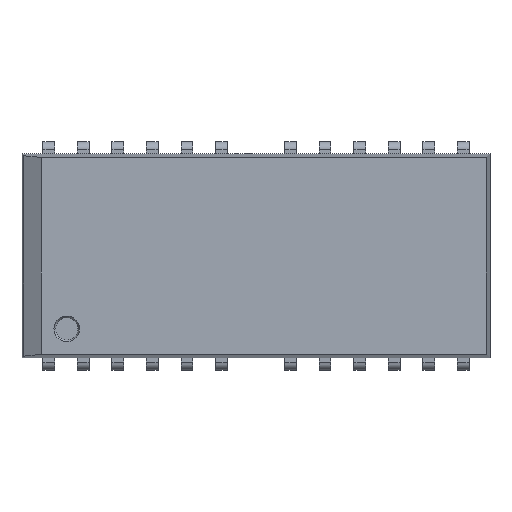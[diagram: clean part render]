
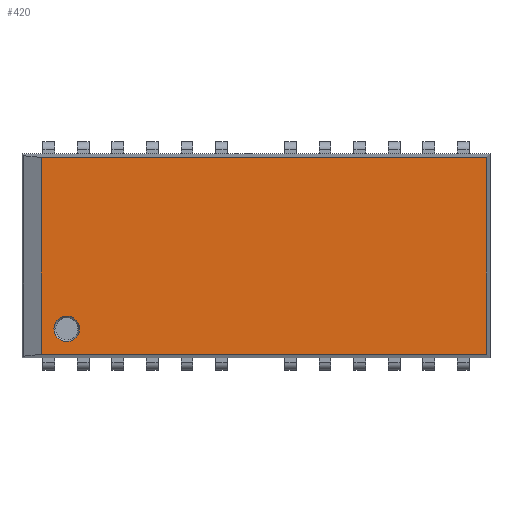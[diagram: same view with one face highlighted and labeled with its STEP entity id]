
A CAD part, top view. The second image highlights one B-rep face of the part: STEP entity #420.
In plain terms, the highlighted planar face has unit normal (0, 0, 1).
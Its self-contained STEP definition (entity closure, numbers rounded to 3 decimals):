
#420=ADVANCED_FACE('',(#897,#899),#901,.T.);
#897=FACE_BOUND('',#898,.T.);
#898=EDGE_LOOP('',(#1256,#1257,#1258,#1259));
#899=FACE_BOUND('',#900,.T.);
#900=EDGE_LOOP('',(#1260));
#901=PLANE('',#902);
#902=AXIS2_PLACEMENT_3D('',#903,#904,#905);
#903=CARTESIAN_POINT('',(0.,0.,2.9));
#904=DIRECTION('',(0.,0.,1.));
#905=DIRECTION('',(1.,0.,0.));
#1256=ORIENTED_EDGE('',*,*,#1522,.T.);
#1257=ORIENTED_EDGE('',*,*,#1523,.T.);
#1258=ORIENTED_EDGE('',*,*,#1524,.T.);
#1259=ORIENTED_EDGE('',*,*,#1525,.T.);
#1260=ORIENTED_EDGE('',*,*,#1526,.T.);
#1522=EDGE_CURVE('',#1703,#1704,#1705,.T.);
#1523=EDGE_CURVE('',#1704,#1706,#1707,.T.);
#1524=EDGE_CURVE('',#1706,#1708,#1709,.T.);
#1525=EDGE_CURVE('',#1708,#1703,#1710,.T.);
#1526=EDGE_CURVE('',#1711,#1711,#1712,.F.);
#1703=VERTEX_POINT('',#2180);
#1704=VERTEX_POINT('',#2181);
#1705=LINE('',#2182,#2183);
#1706=VERTEX_POINT('',#2185);
#1707=LINE('',#2186,#2187);
#1708=VERTEX_POINT('',#2189);
#1709=LINE('',#2190,#2191);
#1710=LINE('',#2193,#2194);
#1711=VERTEX_POINT('',#2196);
#1712=CIRCLE('',#2197,0.469);
#2180=CARTESIAN_POINT('',(-7.893,3.618,2.9));
#2181=CARTESIAN_POINT('',(-7.893,-3.618,2.9));
#2182=CARTESIAN_POINT('',(-7.893,3.618,2.9));
#2183=VECTOR('',#2184,1.);
#2184=DIRECTION('',(0.,-1.,0.));
#2185=CARTESIAN_POINT('',(8.468,-3.618,2.9));
#2186=CARTESIAN_POINT('',(-7.893,-3.618,2.9));
#2187=VECTOR('',#2188,1.);
#2188=DIRECTION('',(1.,0.,0.));
#2189=CARTESIAN_POINT('',(8.468,3.618,2.9));
#2190=CARTESIAN_POINT('',(8.468,-3.618,2.9));
#2191=VECTOR('',#2192,1.);
#2192=DIRECTION('',(0.,1.,0.));
#2193=CARTESIAN_POINT('',(8.468,3.618,2.9));
#2194=VECTOR('',#2195,1.);
#2195=DIRECTION('',(-1.,0.,0.));
#2196=CARTESIAN_POINT('',(-6.487,-2.68,2.9));
#2197=AXIS2_PLACEMENT_3D('',#2198,#2199,#2200);
#2198=CARTESIAN_POINT('',(-6.956,-2.68,2.9));
#2199=DIRECTION('',(0.,0.,1.));
#2200=DIRECTION('',(1.,0.,0.));
